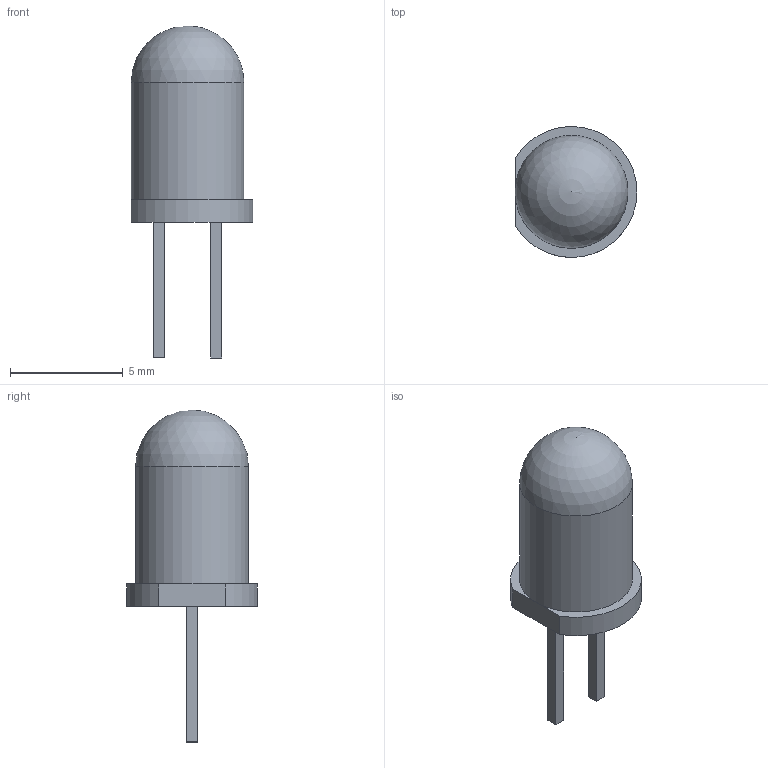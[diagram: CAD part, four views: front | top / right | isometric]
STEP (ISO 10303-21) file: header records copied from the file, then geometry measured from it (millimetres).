
FILE_DESCRIPTION(/* description */ ('Unknown'),/* implementation_level */ '2;1');
FILE_NAME(/* name */ 'White - IR LED',/* time_stamp */ '2021-10-05T21:00:37+03:00',/* author */ ('Unknown'),/* organization */ ('Unknown'),/* preprocessor_version */ 'ST-DEVELOPER v16.7',/* originating_system */ 'Solid Edge',/* authorisation */ 'Unknown');
FILE_SCHEMA (('AUTOMOTIVE_DESIGN {1 0 10303 214 3 1 1}'));
Length unit declared in the file: millimetre
Products named in the file (6): White - IR LED; LED Bulb; Anode; Cathode; Cathode Pill; Cooper Wire_oa_0
Assembly tree (5 placements, depth 2):
  White - IR LED
    LED Bulb
    Anode
    Cathode
    Cathode Pill
    Cooper Wire_oa_0
Bounding box: 5.4 x 5.8 x 14.7 mm (x, y, z)
Volume: 55 mm3; surface area: 355.2 mm2
Topology: 5 solids, 5 shells, 57 faces, 129 edges, 84 vertices
Faces by surface type: plane 38, cylinder 15, sphere 2, torus 2
Full cylindrical faces by diameter (mm): 0.1 x4, 0.5 x2, 4.6 x1, 5 x1
Entity records: 1643 total; most frequent: DIRECTION 269, CARTESIAN_POINT 256, ORIENTED_EDGE 226, EDGE_CURVE 113, AXIS2_PLACEMENT_3D 93, LINE 83, VECTOR 83, VERTEX_POINT 80
